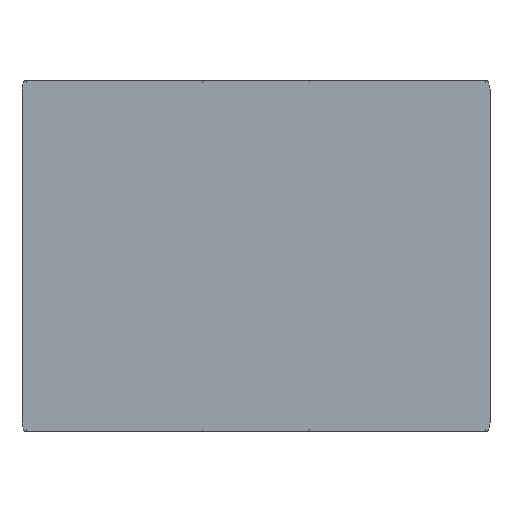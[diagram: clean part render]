
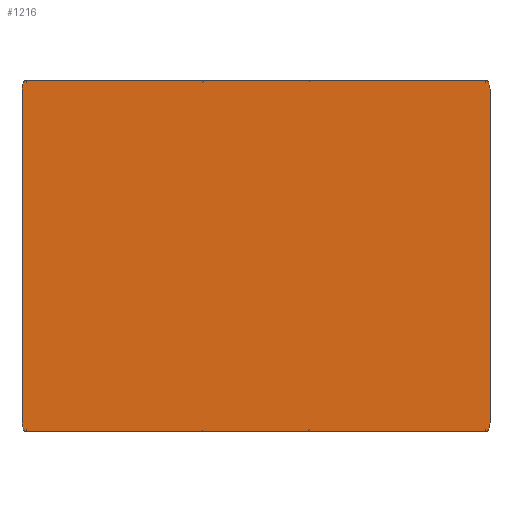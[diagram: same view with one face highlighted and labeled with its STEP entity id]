
A CAD part, front view. The second image highlights one B-rep face of the part: STEP entity #1216.
In plain terms, the highlighted planar face has unit normal (0, -1, 0).
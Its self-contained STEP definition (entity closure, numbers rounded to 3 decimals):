
#23=B_SPLINE_CURVE_WITH_KNOTS('',3,(#1970,#1971,#1972,#1973,#1974,#1975,
#1976,#1977,#1978,#1979,#1980,#1981),.UNSPECIFIED.,.F.,.F.,(4,2,2,2,2,4),
(0.47,0.477,0.485,0.506,
0.539,0.586),.UNSPECIFIED.);
#24=B_SPLINE_CURVE_WITH_KNOTS('',3,(#1985,#1986,#1987,#1988,#1989,#1990,
#1991,#1992,#1993,#1994,#1995,#1996),.UNSPECIFIED.,.F.,.F.,(4,2,2,2,2,4),
(0.354,0.401,0.434,0.456,
0.463,0.47),.UNSPECIFIED.);
#31=B_SPLINE_CURVE_WITH_KNOTS('',3,(#2171,#2172,#2173,#2174,#2175,#2176,
#2177,#2178,#2179,#2180,#2181,#2182),.UNSPECIFIED.,.F.,.F.,(4,2,2,2,2,4),
(0.354,0.401,0.434,0.456,
0.463,0.47),.UNSPECIFIED.);
#32=B_SPLINE_CURVE_WITH_KNOTS('',3,(#2186,#2187,#2188,#2189,#2190,#2191,
#2192,#2193,#2194,#2195,#2196,#2197),.UNSPECIFIED.,.F.,.F.,(4,2,2,2,2,4),
(0.47,0.477,0.485,0.506,
0.539,0.586),.UNSPECIFIED.);
#81=PLANE('',#1361);
#124=FACE_OUTER_BOUND('',#200,.T.);
#200=EDGE_LOOP('',(#948,#949,#950,#951,#952,#953,#954,#955,#956,#957,#958,
#959));
#281=LINE('',#1999,#361);
#294=LINE('',#2200,#374);
#295=LINE('',#2202,#375);
#296=LINE('',#2203,#376);
#297=LINE('',#2204,#377);
#298=LINE('',#2206,#378);
#299=LINE('',#2207,#379);
#300=LINE('',#2208,#380);
#361=VECTOR('',#1598,10.);
#374=VECTOR('',#1647,10.);
#375=VECTOR('',#1648,10.);
#376=VECTOR('',#1649,10.);
#377=VECTOR('',#1650,10.);
#378=VECTOR('',#1651,10.);
#379=VECTOR('',#1652,10.);
#380=VECTOR('',#1653,10.);
#537=VERTEX_POINT('',#1968);
#538=VERTEX_POINT('',#1969);
#539=VERTEX_POINT('',#1982);
#540=VERTEX_POINT('',#1984);
#542=VERTEX_POINT('',#2031);
#548=VERTEX_POINT('',#2087);
#564=VERTEX_POINT('',#2169);
#565=VERTEX_POINT('',#2170);
#566=VERTEX_POINT('',#2183);
#567=VERTEX_POINT('',#2185);
#568=VERTEX_POINT('',#2201);
#569=VERTEX_POINT('',#2205);
#675=EDGE_CURVE('',#537,#538,#23,.T.);
#677=EDGE_CURVE('',#539,#540,#24,.T.);
#679=EDGE_CURVE('',#538,#539,#281,.T.);
#708=EDGE_CURVE('',#564,#565,#31,.T.);
#710=EDGE_CURVE('',#566,#567,#32,.T.);
#712=EDGE_CURVE('',#548,#537,#294,.T.);
#713=EDGE_CURVE('',#568,#548,#295,.T.);
#714=EDGE_CURVE('',#565,#568,#296,.T.);
#715=EDGE_CURVE('',#564,#567,#297,.T.);
#716=EDGE_CURVE('',#569,#566,#298,.T.);
#717=EDGE_CURVE('',#569,#542,#299,.T.);
#718=EDGE_CURVE('',#542,#540,#300,.T.);
#948=ORIENTED_EDGE('',*,*,#677,.F.);
#949=ORIENTED_EDGE('',*,*,#679,.F.);
#950=ORIENTED_EDGE('',*,*,#675,.F.);
#951=ORIENTED_EDGE('',*,*,#712,.F.);
#952=ORIENTED_EDGE('',*,*,#713,.F.);
#953=ORIENTED_EDGE('',*,*,#714,.F.);
#954=ORIENTED_EDGE('',*,*,#708,.F.);
#955=ORIENTED_EDGE('',*,*,#715,.T.);
#956=ORIENTED_EDGE('',*,*,#710,.F.);
#957=ORIENTED_EDGE('',*,*,#716,.F.);
#958=ORIENTED_EDGE('',*,*,#717,.T.);
#959=ORIENTED_EDGE('',*,*,#718,.T.);
#1216=ADVANCED_FACE('',(#124),#81,.T.);
#1361=AXIS2_PLACEMENT_3D('',#2199,#1645,#1646);
#1598=DIRECTION('',(0.,0.,-1.));
#1645=DIRECTION('center_axis',(0.,-1.,0.));
#1646=DIRECTION('ref_axis',(0.,0.,-1.));
#1647=DIRECTION('',(1.,0.,0.));
#1648=DIRECTION('',(1.,0.,0.));
#1649=DIRECTION('',(1.,0.,0.));
#1650=DIRECTION('',(0.,0.,-1.));
#1651=DIRECTION('',(-1.,0.,0.));
#1652=DIRECTION('',(1.,0.,0.));
#1653=DIRECTION('',(1.,0.,0.));
#1968=CARTESIAN_POINT('',(32.7,0.,0.));
#1969=CARTESIAN_POINT('',(33.2,0.,-1.02));
#1970=CARTESIAN_POINT('Ctrl Pts',(32.7,0.,0.));
#1971=CARTESIAN_POINT('Ctrl Pts',(32.723,0.,
0.));
#1972=CARTESIAN_POINT('Ctrl Pts',(32.75,0.,
-0.004));
#1973=CARTESIAN_POINT('Ctrl Pts',(32.796,0.,-0.017));
#1974=CARTESIAN_POINT('Ctrl Pts',(32.824,0.,
-0.03));
#1975=CARTESIAN_POINT('Ctrl Pts',(32.907,0.,
-0.081));
#1976=CARTESIAN_POINT('Ctrl Pts',(32.964,0.,
-0.145));
#1977=CARTESIAN_POINT('Ctrl Pts',(33.063,0.,
-0.297));
#1978=CARTESIAN_POINT('Ctrl Pts',(33.111,0.,
-0.42));
#1979=CARTESIAN_POINT('Ctrl Pts',(33.179,0.,
-0.677));
#1980=CARTESIAN_POINT('Ctrl Pts',(33.2,0.,-0.863));
#1981=CARTESIAN_POINT('Ctrl Pts',(33.2,0.,-1.02));
#1982=CARTESIAN_POINT('',(33.2,0.,-38.98));
#1984=CARTESIAN_POINT('',(32.7,0.,-40.));
#1985=CARTESIAN_POINT('Ctrl Pts',(33.2,0.,-38.98));
#1986=CARTESIAN_POINT('Ctrl Pts',(33.2,0.,-39.137));
#1987=CARTESIAN_POINT('Ctrl Pts',(33.179,0.,
-39.323));
#1988=CARTESIAN_POINT('Ctrl Pts',(33.111,0.,
-39.58));
#1989=CARTESIAN_POINT('Ctrl Pts',(33.063,0.,
-39.703));
#1990=CARTESIAN_POINT('Ctrl Pts',(32.964,0.,
-39.855));
#1991=CARTESIAN_POINT('Ctrl Pts',(32.907,0.,
-39.919));
#1992=CARTESIAN_POINT('Ctrl Pts',(32.824,0.,
-39.97));
#1993=CARTESIAN_POINT('Ctrl Pts',(32.796,0.,
-39.983));
#1994=CARTESIAN_POINT('Ctrl Pts',(32.75,0.,
-39.996));
#1995=CARTESIAN_POINT('Ctrl Pts',(32.723,0.,
-40.));
#1996=CARTESIAN_POINT('Ctrl Pts',(32.7,0.,-40.));
#1999=CARTESIAN_POINT('',(33.2,0.,0.));
#2031=CARTESIAN_POINT('',(12.29,0.,-40.));
#2087=CARTESIAN_POINT('',(12.29,0.,0.));
#2169=CARTESIAN_POINT('',(-20.,0.,-1.02));
#2170=CARTESIAN_POINT('',(-19.5,0.,0.));
#2171=CARTESIAN_POINT('Ctrl Pts',(-20.,0.,-1.02));
#2172=CARTESIAN_POINT('Ctrl Pts',(-20.,0.,-0.863));
#2173=CARTESIAN_POINT('Ctrl Pts',(-19.979,0.,
-0.677));
#2174=CARTESIAN_POINT('Ctrl Pts',(-19.911,0.,
-0.42));
#2175=CARTESIAN_POINT('Ctrl Pts',(-19.863,0.,
-0.297));
#2176=CARTESIAN_POINT('Ctrl Pts',(-19.764,0.,
-0.145));
#2177=CARTESIAN_POINT('Ctrl Pts',(-19.707,0.,
-0.081));
#2178=CARTESIAN_POINT('Ctrl Pts',(-19.624,0.,
-0.03));
#2179=CARTESIAN_POINT('Ctrl Pts',(-19.596,0.,-0.017));
#2180=CARTESIAN_POINT('Ctrl Pts',(-19.55,0.,
-0.004));
#2181=CARTESIAN_POINT('Ctrl Pts',(-19.523,0.,
0.));
#2182=CARTESIAN_POINT('Ctrl Pts',(-19.5,0.,0.));
#2183=CARTESIAN_POINT('',(-19.5,0.,-40.));
#2185=CARTESIAN_POINT('',(-20.,0.,-38.98));
#2186=CARTESIAN_POINT('Ctrl Pts',(-19.5,0.,-40.));
#2187=CARTESIAN_POINT('Ctrl Pts',(-19.523,0.,
-40.));
#2188=CARTESIAN_POINT('Ctrl Pts',(-19.55,0.,
-39.996));
#2189=CARTESIAN_POINT('Ctrl Pts',(-19.596,0.,
-39.983));
#2190=CARTESIAN_POINT('Ctrl Pts',(-19.624,0.,
-39.97));
#2191=CARTESIAN_POINT('Ctrl Pts',(-19.707,0.,
-39.919));
#2192=CARTESIAN_POINT('Ctrl Pts',(-19.764,0.,
-39.855));
#2193=CARTESIAN_POINT('Ctrl Pts',(-19.863,0.,
-39.703));
#2194=CARTESIAN_POINT('Ctrl Pts',(-19.911,0.,
-39.58));
#2195=CARTESIAN_POINT('Ctrl Pts',(-19.979,0.,
-39.323));
#2196=CARTESIAN_POINT('Ctrl Pts',(-20.,0.,-39.137));
#2197=CARTESIAN_POINT('Ctrl Pts',(-20.,0.,-38.98));
#2199=CARTESIAN_POINT('Origin',(0.,0.,0.));
#2200=CARTESIAN_POINT('',(0.,0.,0.));
#2201=CARTESIAN_POINT('',(0.91,0.,0.));
#2202=CARTESIAN_POINT('',(0.,0.,0.));
#2203=CARTESIAN_POINT('',(0.,0.,0.));
#2204=CARTESIAN_POINT('',(-20.,0.,0.));
#2205=CARTESIAN_POINT('',(0.91,0.,-40.));
#2206=CARTESIAN_POINT('',(0.,0.,-40.));
#2207=CARTESIAN_POINT('',(0.,0.,-40.));
#2208=CARTESIAN_POINT('',(0.,0.,-40.));
